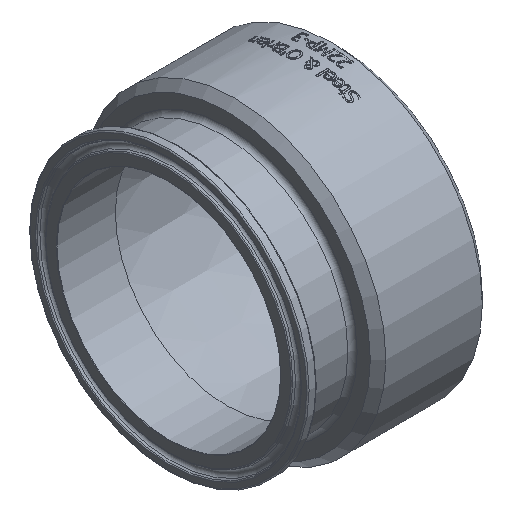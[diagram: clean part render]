
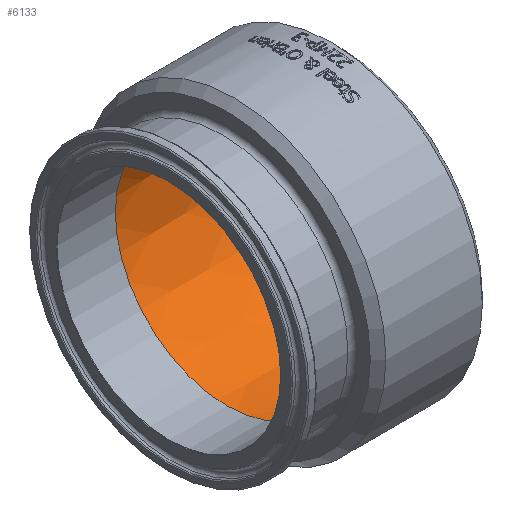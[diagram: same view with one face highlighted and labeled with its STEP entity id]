
A CAD part, isometric view. The second image highlights one B-rep face of the part: STEP entity #6133.
In plain terms, the highlighted conical face has half-angle 1.783 degrees and reference radius 41.235 mm.
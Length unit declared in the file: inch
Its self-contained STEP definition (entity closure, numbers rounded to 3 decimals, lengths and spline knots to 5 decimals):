
#18=CONICAL_SURFACE('',#6477,1.62344,1.783);
#100=FACE_BOUND('',#1134,.T.);
#739=FACE_OUTER_BOUND('',#1133,.T.);
#1133=EDGE_LOOP('',(#5731));
#1134=EDGE_LOOP('',(#5732));
#2084=CIRCLE('',#6475,1.64425);
#2085=CIRCLE('',#6478,1.60262);
#3029=VERTEX_POINT('',#13642);
#3030=VERTEX_POINT('',#13646);
#3931=EDGE_CURVE('',#3029,#3029,#2084,.T.);
#3932=EDGE_CURVE('',#3030,#3030,#2085,.T.);
#5731=ORIENTED_EDGE('',*,*,#3932,.F.);
#5732=ORIENTED_EDGE('',*,*,#3931,.T.);
#6133=ADVANCED_FACE('',(#739,#100),#18,.F.);
#6475=AXIS2_PLACEMENT_3D('',#13643,#7556,#7557);
#6477=AXIS2_PLACEMENT_3D('',#13645,#7560,#7561);
#6478=AXIS2_PLACEMENT_3D('',#13647,#7562,#7563);
#7556=DIRECTION('center_axis',(1.,0.,0.));
#7557=DIRECTION('ref_axis',(0.,1.,0.));
#7560=DIRECTION('center_axis',(1.,0.,0.));
#7561=DIRECTION('ref_axis',(0.,1.,0.));
#7562=DIRECTION('center_axis',(1.,0.,0.));
#7563=DIRECTION('ref_axis',(0.,1.,0.));
#13642=CARTESIAN_POINT('',(2.187,1.64425,0.));
#13643=CARTESIAN_POINT('Origin',(2.187,0.,0.));
#13645=CARTESIAN_POINT('Origin',(1.5185,0.,0.));
#13646=CARTESIAN_POINT('',(0.85,1.60262,0.));
#13647=CARTESIAN_POINT('Origin',(0.85,0.,0.));
